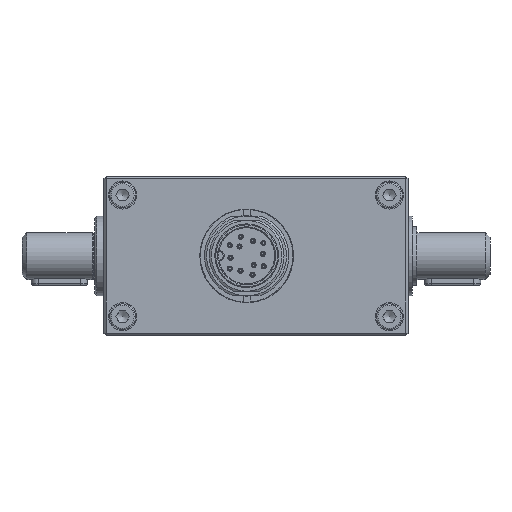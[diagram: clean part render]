
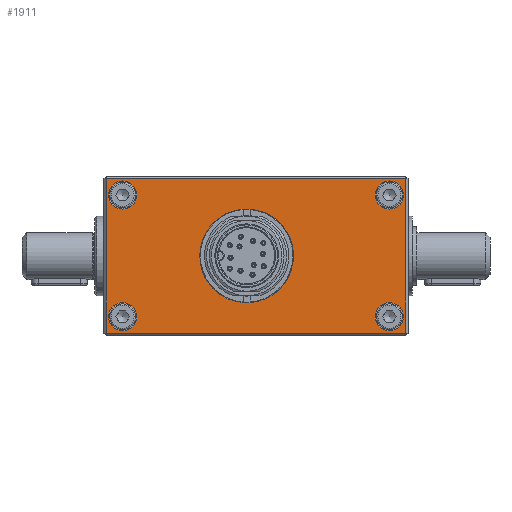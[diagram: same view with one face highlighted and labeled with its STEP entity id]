
A CAD part, top view. The second image highlights one B-rep face of the part: STEP entity #1911.
In plain terms, the highlighted planar face has unit normal (0, 0, 1).
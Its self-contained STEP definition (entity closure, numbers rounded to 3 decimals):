
#1911 = ADVANCED_FACE( '', ( #3849, #3850, #3851, #3852, #3853 ), #3854, .T. );
#3849 = FACE_OUTER_BOUND( '', #5814, .T. );
#3850 = FACE_BOUND( '', #5815, .T. );
#3851 = FACE_BOUND( '', #5816, .T. );
#3852 = FACE_BOUND( '', #5817, .T. );
#3853 = FACE_BOUND( '', #5818, .T. );
#3854 = PLANE( '', #5819 );
#5814 = EDGE_LOOP( '', ( #9095, #9096, #9097, #9098 ) );
#5815 = EDGE_LOOP( '', ( #9099 ) );
#5816 = EDGE_LOOP( '', ( #9100 ) );
#5817 = EDGE_LOOP( '', ( #9101 ) );
#5818 = EDGE_LOOP( '', ( #9102 ) );
#5819 = AXIS2_PLACEMENT_3D( '', #9103, #9104, #9105 );
#9095 = ORIENTED_EDGE( '', *, *, #10224, .T. );
#9096 = ORIENTED_EDGE( '', *, *, #10485, .T. );
#9097 = ORIENTED_EDGE( '', *, *, #10046, .T. );
#9098 = ORIENTED_EDGE( '', *, *, #10880, .T. );
#9099 = ORIENTED_EDGE( '', *, *, #10496, .T. );
#9100 = ORIENTED_EDGE( '', *, *, #10310, .T. );
#9101 = ORIENTED_EDGE( '', *, *, #9736, .T. );
#9102 = ORIENTED_EDGE( '', *, *, #10881, .T. );
#9103 = CARTESIAN_POINT( '', ( -32.5, 17., 0. ) );
#9104 = DIRECTION( '', ( 0., 0., 1. ) );
#9105 = DIRECTION( '', ( 1., 0., 0. ) );
#9736 = EDGE_CURVE( '', #11059, #11059, #11060, .T. );
#10046 = EDGE_CURVE( '', #11567, #11565, #11568, .T. );
#10224 = EDGE_CURVE( '', #11847, #11852, #11854, .T. );
#10310 = EDGE_CURVE( '', #11984, #11984, #11985, .T. );
#10485 = EDGE_CURVE( '', #11852, #11567, #12236, .T. );
#10496 = EDGE_CURVE( '', #12251, #12251, #12252, .T. );
#10880 = EDGE_CURVE( '', #11565, #11847, #12748, .T. );
#10881 = EDGE_CURVE( '', #12749, #12749, #12750, .T. );
#11059 = VERTEX_POINT( '', #12980 );
#11060 = CIRCLE( '', #12981, 3. );
#11565 = VERTEX_POINT( '', #13597 );
#11567 = VERTEX_POINT( '', #13600 );
#11568 = LINE( '', #13601, #13602 );
#11847 = VERTEX_POINT( '', #13958 );
#11852 = VERTEX_POINT( '', #13965 );
#11854 = LINE( '', #13968, #13969 );
#11984 = VERTEX_POINT( '', #14138 );
#11985 = CIRCLE( '', #14139, 3. );
#12236 = LINE( '', #14495, #14496 );
#12251 = VERTEX_POINT( '', #14514 );
#12252 = CIRCLE( '', #14515, 3. );
#12748 = LINE( '', #15218, #15219 );
#12749 = VERTEX_POINT( '', #15220 );
#12750 = CIRCLE( '', #15221, 3. );
#12980 = CARTESIAN_POINT( '', ( 28.5, -16., 0. ) );
#12981 = AXIS2_PLACEMENT_3D( '', #15443, #15444, #15445 );
#13597 = CARTESIAN_POINT( '', ( -32., -16.5, 0. ) );
#13600 = CARTESIAN_POINT( '', ( -32., 16.5, 0. ) );
#13601 = CARTESIAN_POINT( '', ( -32., 17., 0. ) );
#13602 = VECTOR( '', #15930, 1000. );
#13958 = CARTESIAN_POINT( '', ( 32., -16.5, 0. ) );
#13965 = CARTESIAN_POINT( '', ( 32., 16.5, 0. ) );
#13968 = CARTESIAN_POINT( '', ( 32., 17., 0. ) );
#13969 = VECTOR( '', #16192, 1000. );
#14138 = CARTESIAN_POINT( '', ( 28.5, 10., 0. ) );
#14139 = AXIS2_PLACEMENT_3D( '', #16329, #16330, #16331 );
#14495 = CARTESIAN_POINT( '', ( -32.5, 16.5, 0. ) );
#14496 = VECTOR( '', #16553, 1000. );
#14514 = CARTESIAN_POINT( '', ( -28.5, 10., 0. ) );
#14515 = AXIS2_PLACEMENT_3D( '', #16563, #16564, #16565 );
#15218 = CARTESIAN_POINT( '', ( -32.5, -16.5, 0. ) );
#15219 = VECTOR( '', #16963, 1000. );
#15220 = CARTESIAN_POINT( '', ( -28.5, -16., 0. ) );
#15221 = AXIS2_PLACEMENT_3D( '', #16964, #16965, #16966 );
#15443 = CARTESIAN_POINT( '', ( 28.5, -13., 0. ) );
#15444 = DIRECTION( '', ( 0., 0., -1. ) );
#15445 = DIRECTION( '', ( 0., -1., 0. ) );
#15930 = DIRECTION( '', ( 0., -1., 0. ) );
#16192 = DIRECTION( '', ( 0., 1., 0. ) );
#16329 = CARTESIAN_POINT( '', ( 28.5, 13., 0. ) );
#16330 = DIRECTION( '', ( 0., 0., -1. ) );
#16331 = DIRECTION( '', ( 0., -1., 0. ) );
#16553 = DIRECTION( '', ( -1., 0., 0. ) );
#16563 = CARTESIAN_POINT( '', ( -28.5, 13., 0. ) );
#16564 = DIRECTION( '', ( 0., 0., -1. ) );
#16565 = DIRECTION( '', ( 0., -1., 0. ) );
#16963 = DIRECTION( '', ( 1., 0., 0. ) );
#16964 = CARTESIAN_POINT( '', ( -28.5, -13., 0. ) );
#16965 = DIRECTION( '', ( 0., 0., -1. ) );
#16966 = DIRECTION( '', ( 0., -1., 0. ) );
